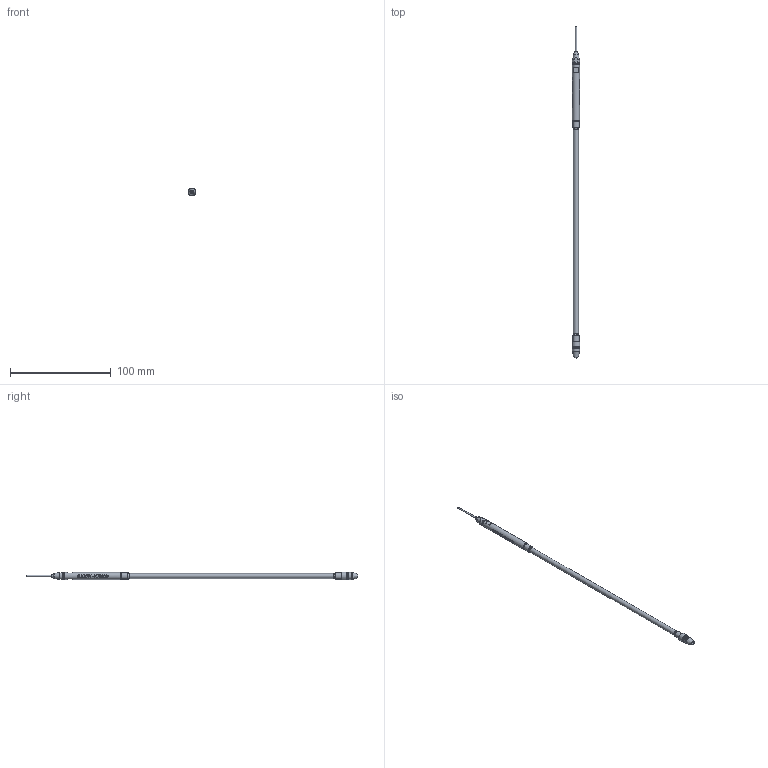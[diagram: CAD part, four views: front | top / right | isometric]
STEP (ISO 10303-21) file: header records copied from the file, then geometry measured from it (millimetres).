
FILE_DESCRIPTION (( 'STEP AP214' ), '1' );
FILE_NAME ('0028985.STEP', '2024-12-05T14:31:50', ( '' ), ( '' ), 'SwSTEP 2.0', 'SolidWorks 2023', '' );
FILE_SCHEMA (( 'AUTOMOTIVE_DESIGN' ));
Length unit declared in the file: millimetre
Products named in the file (1): 0028985
Bounding box: 7.8 x 328.74 x 7.8 mm (x, y, z)
Surface area: 5684.4 mm2 (no closed solid volume)
Topology: 0 solids, 23 shells, 96 faces, 904 edges, 811 vertices
Faces by surface type: cylinder 41, bspline 20, plane 15, torus 14, cone 6
Full cylindrical faces by diameter (mm): 1.45 x1, 4.3 x5, 5 x1, 6 x2, 7 x2, 7.8 x1
Entity records: 13256 total; most frequent: CARTESIAN_POINT 7723, ORIENTED_EDGE 909, EDGE_CURVE 819, VERTEX_POINT 769, B_SPLINE_CURVE_WITH_KNOTS 601, DIRECTION 410, LINE 158, VECTOR 158
